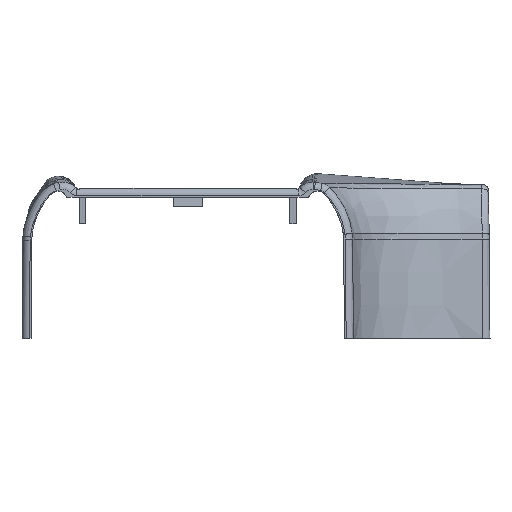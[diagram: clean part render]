
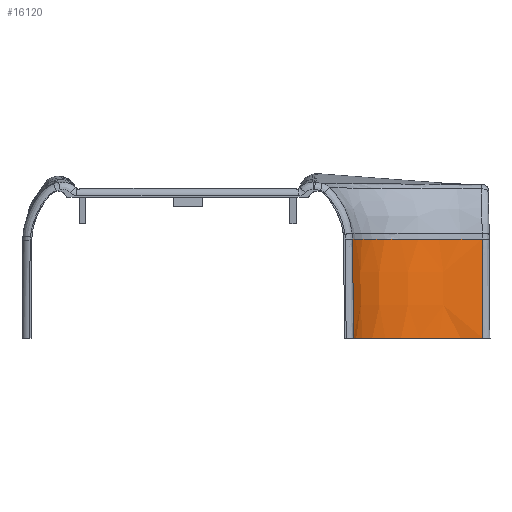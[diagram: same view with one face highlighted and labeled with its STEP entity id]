
A CAD part, front view. The second image highlights one B-rep face of the part: STEP entity #16120.
In plain terms, the highlighted conical face has half-angle 0.5 degrees and reference radius 37.01 mm.
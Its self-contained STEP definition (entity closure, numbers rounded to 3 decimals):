
#1287 = EDGE_CURVE ( 'NONE', #6206, #56230, #43464, .T. ) ;
#2374 = ORIENTED_EDGE ( 'NONE', *, *, #31394, .F. ) ;
#5687 = CARTESIAN_POINT ( 'NONE',  ( 45.026, -80.375, 47.119 ) ) ;
#6206 = VERTEX_POINT ( 'NONE', #40135 ) ;
#8488 = VERTEX_POINT ( 'NONE', #40381 ) ;
#8522 = DIRECTION ( 'NONE',  ( 0., 0., -1. ) ) ;
#9437 = ORIENTED_EDGE ( 'NONE', *, *, #29964, .T. ) ;
#9848 = DIRECTION ( 'NONE',  ( 1., 0., 0. ) ) ;
#10086 = AXIS2_PLACEMENT_3D ( 'NONE', #34868, #8522, #39270 ) ;
#14518 = CARTESIAN_POINT ( 'NONE',  ( 45.254, -80.6, 20. ) ) ;
#16120 = ADVANCED_FACE ( 'NONE', ( #47357 ), #56316, .F. ) ;
#16160 = AXIS2_PLACEMENT_3D ( 'NONE', #27366, #37111, #9848 ) ;
#17248 = B_SPLINE_CURVE_WITH_KNOTS ( 'NONE', 3,
 ( #5687, #35871, #40851, #14518 ),
 .UNSPECIFIED., .F., .F.,
 ( 4, 4 ),
 ( 0., 1. ),
 .UNSPECIFIED. ) ;
#17670 = AXIS2_PLACEMENT_3D ( 'NONE', #22136, #52891, #26590 ) ;
#18592 = CARTESIAN_POINT ( 'NONE',  ( 45.254, -80.6, 20. ) ) ;
#21235 = CARTESIAN_POINT ( 'NONE',  ( 80.42, -45.071, 41.696 ) ) ;
#21556 = EDGE_CURVE ( 'NONE', #50065, #56230, #37001, .T. ) ;
#22136 = CARTESIAN_POINT ( 'NONE',  ( 82., -82., 20. ) ) ;
#24654 = ORIENTED_EDGE ( 'NONE', *, *, #1287, .F. ) ;
#25675 = CARTESIAN_POINT ( 'NONE',  ( 80.51, -45.162, 30.848 ) ) ;
#26590 = DIRECTION ( 'NONE',  ( 1., 0., 0. ) ) ;
#26956 = ORIENTED_EDGE ( 'NONE', *, *, #21556, .T. ) ;
#27366 = CARTESIAN_POINT ( 'NONE',  ( 82., -82., 47.119 ) ) ;
#29964 = EDGE_CURVE ( 'NONE', #8488, #50065, #17248, .T. ) ;
#30123 = CARTESIAN_POINT ( 'NONE',  ( 80.6, -45.254, 20. ) ) ;
#31394 = EDGE_CURVE ( 'NONE', #8488, #6206, #56051, .T. ) ;
#33545 = EDGE_LOOP ( 'NONE', ( #24654, #2374, #9437, #26956 ) ) ;
#34868 = CARTESIAN_POINT ( 'NONE',  ( 82., -82., 47.119 ) ) ;
#35871 = CARTESIAN_POINT ( 'NONE',  ( 45.102, -80.45, 38.08 ) ) ;
#37001 = CIRCLE ( 'NONE', #17670, 36.773 ) ;
#37111 = DIRECTION ( 'NONE',  ( 0., 0., 1. ) ) ;
#39270 = DIRECTION ( 'NONE',  ( -1., 0., 0. ) ) ;
#40135 = CARTESIAN_POINT ( 'NONE',  ( 80.375, -45.026, 47.119 ) ) ;
#40381 = CARTESIAN_POINT ( 'NONE',  ( 45.026, -80.375, 47.119 ) ) ;
#40851 = CARTESIAN_POINT ( 'NONE',  ( 45.177, -80.525, 29.04 ) ) ;
#43464 = B_SPLINE_CURVE_WITH_KNOTS ( 'NONE', 5,
 ( #51618, #21235, #51996, #25675, #56425, #30123 ),
 .UNSPECIFIED., .F., .F.,
 ( 6, 6 ),
 ( 0., 1. ),
 .UNSPECIFIED. ) ;
#44155 = CARTESIAN_POINT ( 'NONE',  ( 80.6, -45.254, 20. ) ) ;
#47357 = FACE_OUTER_BOUND ( 'NONE', #33545, .T. ) ;
#50065 = VERTEX_POINT ( 'NONE', #18592 ) ;
#51618 = CARTESIAN_POINT ( 'NONE',  ( 80.375, -45.026, 47.119 ) ) ;
#51996 = CARTESIAN_POINT ( 'NONE',  ( 80.465, -45.117, 36.272 ) ) ;
#52891 = DIRECTION ( 'NONE',  ( 0., 0., -1. ) ) ;
#56051 = CIRCLE ( 'NONE', #10086, 37.01 ) ;
#56230 = VERTEX_POINT ( 'NONE', #44155 ) ;
#56316 = CONICAL_SURFACE ( 'NONE', #16160, 37.01, 0.009 ) ;
#56425 = CARTESIAN_POINT ( 'NONE',  ( 80.555, -45.208, 25.424 ) ) ;
